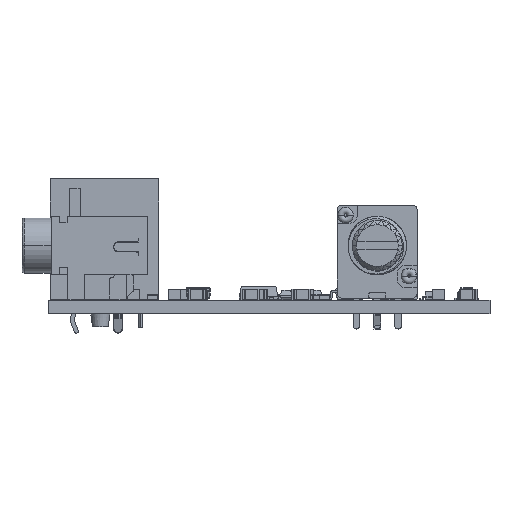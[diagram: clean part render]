
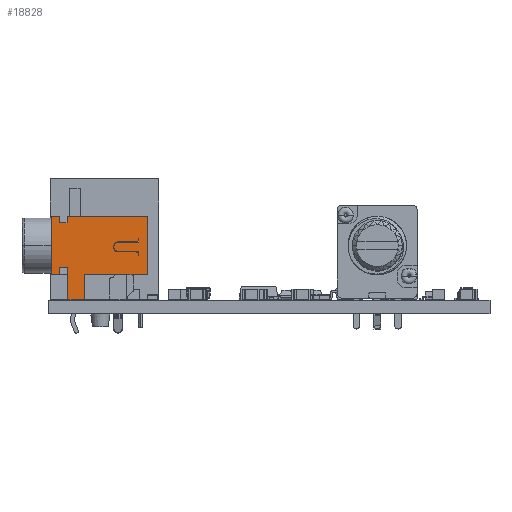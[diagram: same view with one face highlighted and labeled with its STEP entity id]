
A CAD part, left-side view. The second image highlights one B-rep face of the part: STEP entity #18828.
In plain terms, the highlighted face is planar.
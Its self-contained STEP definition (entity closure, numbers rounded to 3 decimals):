
#4613 = VERTEX_POINT('',#4614);
#4614 = CARTESIAN_POINT('',(6.,0.45,-11.55));
#4632 = VERTEX_POINT('',#4633);
#4633 = CARTESIAN_POINT('',(6.,-0.15,-10.95));
#4639 = EDGE_CURVE('',#4613,#4632,#4640,.T.);
#4640 = CIRCLE('',#4641,0.6);
#4641 = AXIS2_PLACEMENT_3D('',#4642,#4643,#4644);
#4642 = CARTESIAN_POINT('',(6.,-0.15,-11.55));
#4643 = DIRECTION('',(1.,0.,-0.));
#4644 = DIRECTION('',(0.,0.,1.));
#4654 = EDGE_CURVE('',#4655,#4657,#4659,.T.);
#4655 = VERTEX_POINT('',#4656);
#4656 = CARTESIAN_POINT('',(6.,-0.7,-11.55));
#4657 = VERTEX_POINT('',#4658);
#4658 = CARTESIAN_POINT('',(6.,-0.15,-11.));
#4659 = CIRCLE('',#4660,0.55);
#4660 = AXIS2_PLACEMENT_3D('',#4661,#4662,#4663);
#4661 = CARTESIAN_POINT('',(6.,-0.15,-11.55));
#4662 = DIRECTION('',(-1.,0.,0.));
#4663 = DIRECTION('',(0.,0.,1.));
#5115 = EDGE_CURVE('',#4657,#5116,#5118,.T.);
#5116 = VERTEX_POINT('',#5117);
#5117 = CARTESIAN_POINT('',(6.,0.4,-11.55));
#5118 = CIRCLE('',#5119,0.55);
#5119 = AXIS2_PLACEMENT_3D('',#5120,#5121,#5122);
#5120 = CARTESIAN_POINT('',(6.,-0.15,-11.55));
#5121 = DIRECTION('',(-1.,0.,0.));
#5122 = DIRECTION('',(0.,0.,1.));
#5157 = VERTEX_POINT('',#5158);
#5158 = CARTESIAN_POINT('',(6.,-0.75,-11.55));
#5164 = EDGE_CURVE('',#4632,#5157,#5165,.T.);
#5165 = CIRCLE('',#5166,0.6);
#5166 = AXIS2_PLACEMENT_3D('',#5167,#5168,#5169);
#5167 = CARTESIAN_POINT('',(6.,-0.15,-11.55));
#5168 = DIRECTION('',(1.,0.,-0.));
#5169 = DIRECTION('',(0.,0.,1.));
#7135 = EDGE_CURVE('',#7136,#7138,#7140,.T.);
#7136 = VERTEX_POINT('',#7137);
#7137 = CARTESIAN_POINT('',(6.,-6.5,-7.5));
#7138 = VERTEX_POINT('',#7139);
#7139 = CARTESIAN_POINT('',(6.,-6.5,-5.5));
#7140 = LINE('',#7141,#7142);
#7141 = CARTESIAN_POINT('',(6.,-6.5,-15.23));
#7142 = VECTOR('',#7143,1.);
#7143 = DIRECTION('',(0.,0.,1.));
#7183 = VERTEX_POINT('',#7184);
#7184 = CARTESIAN_POINT('',(6.,-2.65,-4.5));
#7192 = VERTEX_POINT('',#7193);
#7193 = CARTESIAN_POINT('',(6.,-2.65,-5.5));
#7199 = EDGE_CURVE('',#7192,#7183,#7200,.T.);
#7200 = LINE('',#7201,#7202);
#7201 = CARTESIAN_POINT('',(6.,-2.65,-5.43));
#7202 = VECTOR('',#7203,1.);
#7203 = DIRECTION('',(0.,0.,1.));
#7214 = VERTEX_POINT('',#7215);
#7215 = CARTESIAN_POINT('',(6.,-3.5,-4.5));
#7223 = EDGE_CURVE('',#7183,#7214,#7224,.T.);
#7224 = LINE('',#7225,#7226);
#7225 = CARTESIAN_POINT('',(6.,-2.72,-4.5));
#7226 = VECTOR('',#7227,1.);
#7227 = DIRECTION('',(-0.,-1.,-0.));
#7248 = VERTEX_POINT('',#7249);
#7249 = CARTESIAN_POINT('',(6.,2.75,-4.5));
#7255 = EDGE_CURVE('',#7248,#7256,#7258,.T.);
#7256 = VERTEX_POINT('',#7257);
#7257 = CARTESIAN_POINT('',(6.,2.75,-5.4));
#7258 = LINE('',#7259,#7260);
#7259 = CARTESIAN_POINT('',(6.,2.75,-15.23));
#7260 = VECTOR('',#7261,1.);
#7261 = DIRECTION('',(-0.,-0.,-1.));
#7277 = EDGE_CURVE('',#7278,#7248,#7280,.T.);
#7278 = VERTEX_POINT('',#7279);
#7279 = CARTESIAN_POINT('',(6.,3.5,-4.5));
#7280 = LINE('',#7281,#7282);
#7281 = CARTESIAN_POINT('',(6.,3.53,-4.5));
#7282 = VECTOR('',#7283,1.);
#7283 = DIRECTION('',(-0.,-1.,-0.));
#7318 = VERTEX_POINT('',#7319);
#7319 = CARTESIAN_POINT('',(6.,3.5,-3.5));
#7325 = EDGE_CURVE('',#7278,#7318,#7326,.T.);
#7326 = LINE('',#7327,#7328);
#7327 = CARTESIAN_POINT('',(6.,3.5,-3.47));
#7328 = VECTOR('',#7329,1.);
#7329 = DIRECTION('',(0.,0.,1.));
#7344 = VERTEX_POINT('',#7345);
#7345 = CARTESIAN_POINT('',(6.,-3.5,-3.5));
#7353 = EDGE_CURVE('',#7344,#7318,#7354,.T.);
#7354 = LINE('',#7355,#7356);
#7355 = CARTESIAN_POINT('',(6.,-6.7,-3.5));
#7356 = VECTOR('',#7357,1.);
#7357 = DIRECTION('',(0.,1.,0.));
#7390 = EDGE_CURVE('',#7214,#7344,#7391,.T.);
#7391 = LINE('',#7392,#7393);
#7392 = CARTESIAN_POINT('',(6.,-3.5,-5.744));
#7393 = VECTOR('',#7394,1.);
#7394 = DIRECTION('',(0.,0.,1.));
#7499 = EDGE_CURVE('',#7138,#7192,#7500,.T.);
#7500 = LINE('',#7501,#7502);
#7501 = CARTESIAN_POINT('',(6.,-6.7,-5.5));
#7502 = VECTOR('',#7503,1.);
#7503 = DIRECTION('',(0.,1.,0.));
#8081 = VERTEX_POINT('',#8082);
#8082 = CARTESIAN_POINT('',(6.,-3.5,-7.5));
#8088 = EDGE_CURVE('',#8081,#7136,#8089,.T.);
#8089 = LINE('',#8090,#8091);
#8090 = CARTESIAN_POINT('',(6.,-6.7,-7.5));
#8091 = VECTOR('',#8092,1.);
#8092 = DIRECTION('',(-0.,-1.,-0.));
#8144 = VERTEX_POINT('',#8145);
#8145 = CARTESIAN_POINT('',(6.,3.5,-5.4));
#8160 = EDGE_CURVE('',#8144,#7256,#8161,.T.);
#8161 = LINE('',#8162,#8163);
#8162 = CARTESIAN_POINT('',(6.,2.72,-5.4));
#8163 = VECTOR('',#8164,1.);
#8164 = DIRECTION('',(-0.,-1.,-0.));
#14844 = VERTEX_POINT('',#14845);
#14845 = CARTESIAN_POINT('',(6.,-3.5,-15.));
#14851 = EDGE_CURVE('',#14844,#8081,#14852,.T.);
#14852 = LINE('',#14853,#14854);
#14853 = CARTESIAN_POINT('',(6.,-3.5,-15.23));
#14854 = VECTOR('',#14855,1.);
#14855 = DIRECTION('',(0.,0.,1.));
#15492 = VERTEX_POINT('',#15493);
#15493 = CARTESIAN_POINT('',(6.,3.5,-15.));
#15499 = EDGE_CURVE('',#15492,#14844,#15500,.T.);
#15500 = LINE('',#15501,#15502);
#15501 = CARTESIAN_POINT('',(6.,3.64,-15.));
#15502 = VECTOR('',#15503,1.);
#15503 = DIRECTION('',(-0.,-1.,-0.));
#18240 = EDGE_CURVE('',#15492,#8144,#18241,.T.);
#18241 = LINE('',#18242,#18243);
#18242 = CARTESIAN_POINT('',(6.,3.5,-5.208));
#18243 = VECTOR('',#18244,1.);
#18244 = DIRECTION('',(0.,0.,1.));
#18828 = ADVANCED_FACE('',(#18829,#18897),#18913,.F.);
#18829 = FACE_BOUND('',#18830,.T.);
#18830 = EDGE_LOOP('',(#18831,#18832,#18840,#18849,#18857,#18863,#18864,
    #18865,#18873,#18881,#18890,#18896));
#18831 = ORIENTED_EDGE('',*,*,#4639,.F.);
#18832 = ORIENTED_EDGE('',*,*,#18833,.F.);
#18833 = EDGE_CURVE('',#18834,#4613,#18836,.T.);
#18834 = VERTEX_POINT('',#18835);
#18835 = CARTESIAN_POINT('',(6.,0.45,-13.6));
#18836 = LINE('',#18837,#18838);
#18837 = CARTESIAN_POINT('',(6.,0.45,-15.23));
#18838 = VECTOR('',#18839,1.);
#18839 = DIRECTION('',(0.,0.,1.));
#18840 = ORIENTED_EDGE('',*,*,#18841,.F.);
#18841 = EDGE_CURVE('',#18842,#18834,#18844,.T.);
#18842 = VERTEX_POINT('',#18843);
#18843 = CARTESIAN_POINT('',(6.,0.85,-14.));
#18844 = CIRCLE('',#18845,0.4);
#18845 = AXIS2_PLACEMENT_3D('',#18846,#18847,#18848);
#18846 = CARTESIAN_POINT('',(6.,0.85,-13.6));
#18847 = DIRECTION('',(-1.,0.,0.));
#18848 = DIRECTION('',(0.,0.,1.));
#18849 = ORIENTED_EDGE('',*,*,#18850,.T.);
#18850 = EDGE_CURVE('',#18842,#18851,#18853,.T.);
#18851 = VERTEX_POINT('',#18852);
#18852 = CARTESIAN_POINT('',(6.,0.4,-14.));
#18853 = LINE('',#18854,#18855);
#18854 = CARTESIAN_POINT('',(6.,3.538,-14.));
#18855 = VECTOR('',#18856,1.);
#18856 = DIRECTION('',(-0.,-1.,-0.));
#18857 = ORIENTED_EDGE('',*,*,#18858,.F.);
#18858 = EDGE_CURVE('',#5116,#18851,#18859,.T.);
#18859 = LINE('',#18860,#18861);
#18860 = CARTESIAN_POINT('',(6.,0.4,-15.23));
#18861 = VECTOR('',#18862,1.);
#18862 = DIRECTION('',(-0.,-0.,-1.));
#18863 = ORIENTED_EDGE('',*,*,#5115,.F.);
#18864 = ORIENTED_EDGE('',*,*,#4654,.F.);
#18865 = ORIENTED_EDGE('',*,*,#18866,.F.);
#18866 = EDGE_CURVE('',#18867,#4655,#18869,.T.);
#18867 = VERTEX_POINT('',#18868);
#18868 = CARTESIAN_POINT('',(6.,-0.7,-14.));
#18869 = LINE('',#18870,#18871);
#18870 = CARTESIAN_POINT('',(6.,-0.7,-15.23));
#18871 = VECTOR('',#18872,1.);
#18872 = DIRECTION('',(0.,0.,1.));
#18873 = ORIENTED_EDGE('',*,*,#18874,.T.);
#18874 = EDGE_CURVE('',#18867,#18875,#18877,.T.);
#18875 = VERTEX_POINT('',#18876);
#18876 = CARTESIAN_POINT('',(6.,-1.15,-14.));
#18877 = LINE('',#18878,#18879);
#18878 = CARTESIAN_POINT('',(6.,3.538,-14.));
#18879 = VECTOR('',#18880,1.);
#18880 = DIRECTION('',(-0.,-1.,-0.));
#18881 = ORIENTED_EDGE('',*,*,#18882,.F.);
#18882 = EDGE_CURVE('',#18883,#18875,#18885,.T.);
#18883 = VERTEX_POINT('',#18884);
#18884 = CARTESIAN_POINT('',(6.,-0.75,-13.6));
#18885 = CIRCLE('',#18886,0.4);
#18886 = AXIS2_PLACEMENT_3D('',#18887,#18888,#18889);
#18887 = CARTESIAN_POINT('',(6.,-1.15,-13.6));
#18888 = DIRECTION('',(-1.,-0.,-0.));
#18889 = DIRECTION('',(0.,0.,-1.));
#18890 = ORIENTED_EDGE('',*,*,#18891,.F.);
#18891 = EDGE_CURVE('',#5157,#18883,#18892,.T.);
#18892 = LINE('',#18893,#18894);
#18893 = CARTESIAN_POINT('',(6.,-0.75,-15.23));
#18894 = VECTOR('',#18895,1.);
#18895 = DIRECTION('',(-0.,-0.,-1.));
#18896 = ORIENTED_EDGE('',*,*,#5164,.F.);
#18897 = FACE_BOUND('',#18898,.T.);
#18898 = EDGE_LOOP('',(#18899,#18900,#18901,#18902,#18903,#18904,#18905,
    #18906,#18907,#18908,#18909,#18910,#18911,#18912));
#18899 = ORIENTED_EDGE('',*,*,#7255,.F.);
#18900 = ORIENTED_EDGE('',*,*,#7277,.F.);
#18901 = ORIENTED_EDGE('',*,*,#7325,.T.);
#18902 = ORIENTED_EDGE('',*,*,#7353,.F.);
#18903 = ORIENTED_EDGE('',*,*,#7390,.F.);
#18904 = ORIENTED_EDGE('',*,*,#7223,.F.);
#18905 = ORIENTED_EDGE('',*,*,#7199,.F.);
#18906 = ORIENTED_EDGE('',*,*,#7499,.F.);
#18907 = ORIENTED_EDGE('',*,*,#7135,.F.);
#18908 = ORIENTED_EDGE('',*,*,#8088,.F.);
#18909 = ORIENTED_EDGE('',*,*,#14851,.F.);
#18910 = ORIENTED_EDGE('',*,*,#15499,.F.);
#18911 = ORIENTED_EDGE('',*,*,#18240,.T.);
#18912 = ORIENTED_EDGE('',*,*,#8160,.T.);
#18913 = PLANE('',#18914);
#18914 = AXIS2_PLACEMENT_3D('',#18915,#18916,#18917);
#18915 = CARTESIAN_POINT('',(6.,-6.7,-15.23));
#18916 = DIRECTION('',(-1.,0.,0.));
#18917 = DIRECTION('',(0.,0.,1.));
